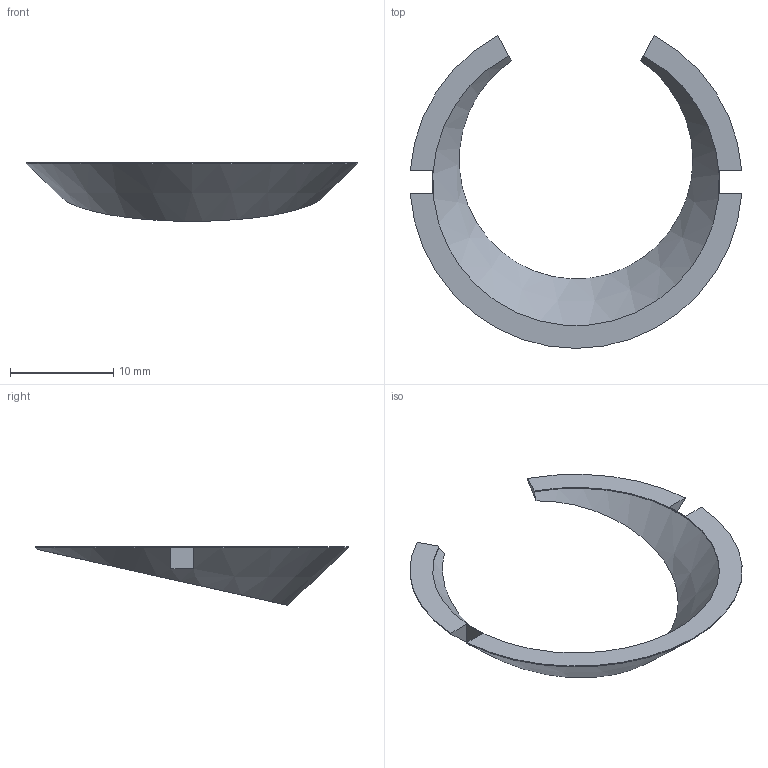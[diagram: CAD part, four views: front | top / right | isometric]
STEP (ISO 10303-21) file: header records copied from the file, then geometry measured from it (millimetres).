
FILE_DESCRIPTION(/* description */ ('','CAx-IF Rec.Pracs.---Representation and Presentation of Product Manufacturing Information (PMI)---4.0---2014-10-13'),/* implementation_level */ '2;1');
FILE_NAME(/* name */ 'EyeTrack SpacerB V4 v1.step',/* time_stamp */ '2025-02-03T15:23:54-05:00',/* author */ (''),/* organization */ (''),/* preprocessor_version */ 'ST-DEVELOPER v20',/* originating_system */ 'Autodesk Translation Framework v13.20.0.188',/* authorisation */ '');
FILE_SCHEMA (('AP242_MANAGED_MODEL_BASED_3D_ENGINEERING_MIM_LF { 1 0 10303 442 1 1 4 }'));
Length unit declared in the file: millimetre
Products named in the file (1): EyeTrack SpacerB V4
Bounding box: 32.12 x 30.31 x 5.68 mm (x, y, z)
Volume: 442.2 mm3; surface area: 961.6 mm2
Topology: 1 solids, 1 shells, 16 faces, 42 edges, 28 vertices
Faces by surface type: plane 10, cylinder 4, cone 2
Entity records: 523 total; most frequent: CARTESIAN_POINT 99, ORIENTED_EDGE 84, DIRECTION 80, EDGE_CURVE 42, VERTEX_POINT 28, AXIS2_PLACEMENT_3D 27, LINE 26, VECTOR 26
